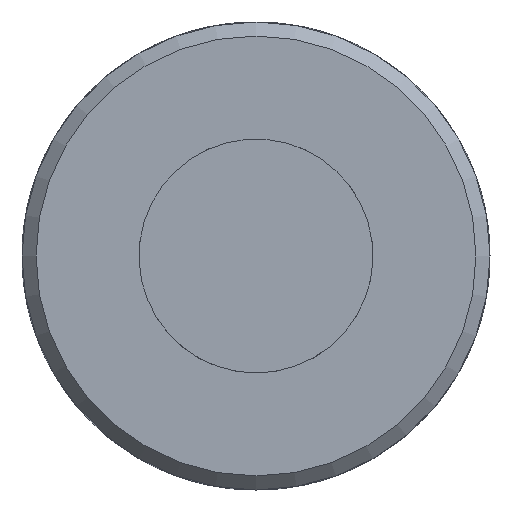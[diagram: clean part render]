
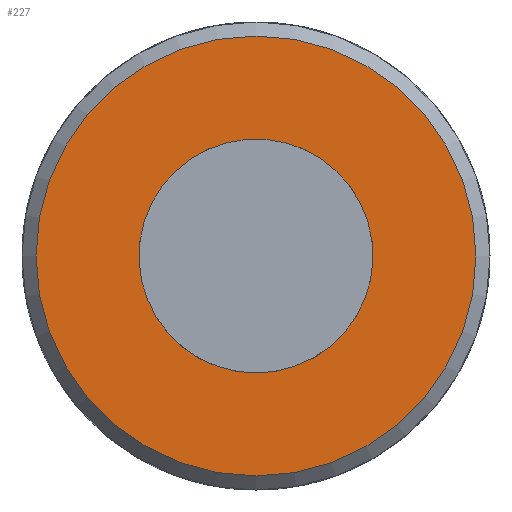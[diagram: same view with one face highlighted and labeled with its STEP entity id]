
A CAD part, left-side view. The second image highlights one B-rep face of the part: STEP entity #227.
In plain terms, the highlighted planar face has unit normal (-1, 0, 0).
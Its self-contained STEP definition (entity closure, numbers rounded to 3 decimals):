
#227 = ADVANCED_FACE( '', ( #462, #463 ), #464, .F. );
#462 = FACE_OUTER_BOUND( '', #748, .T. );
#463 = FACE_BOUND( '', #749, .T. );
#464 = PLANE( '', #750 );
#748 = EDGE_LOOP( '', ( #1113 ) );
#749 = EDGE_LOOP( '', ( #1114 ) );
#750 = AXIS2_PLACEMENT_3D( '', #1115, #1116, #1117 );
#1113 = ORIENTED_EDGE( '', *, *, #1620, .F. );
#1114 = ORIENTED_EDGE( '', *, *, #1581, .T. );
#1115 = CARTESIAN_POINT( '', ( 0., 0., 0. ) );
#1116 = DIRECTION( '', ( 1., 0., 0. ) );
#1117 = DIRECTION( '', ( 0., 0., -1. ) );
#1581 = EDGE_CURVE( '', #1839, #1839, #1840, .T. );
#1620 = EDGE_CURVE( '', #1897, #1897, #1898, .T. );
#1839 = VERTEX_POINT( '', #2385 );
#1840 = CIRCLE( '', #2386, 12.5 );
#1897 = VERTEX_POINT( '', #2708 );
#1898 = CIRCLE( '', #2709, 23.5 );
#2385 = CARTESIAN_POINT( '', ( 0., 0., -12.5 ) );
#2386 = AXIS2_PLACEMENT_3D( '', #3646, #3647, #3648 );
#2708 = CARTESIAN_POINT( '', ( 0., 0., -23.5 ) );
#2709 = AXIS2_PLACEMENT_3D( '', #3688, #3689, #3690 );
#3646 = CARTESIAN_POINT( '', ( 0., 0., 0. ) );
#3647 = DIRECTION( '', ( 1., 0., 0. ) );
#3648 = DIRECTION( '', ( 0., 0., -1. ) );
#3688 = CARTESIAN_POINT( '', ( 0., 0., 0. ) );
#3689 = DIRECTION( '', ( 1., 0., 0. ) );
#3690 = DIRECTION( '', ( 0., 0., -1. ) );
